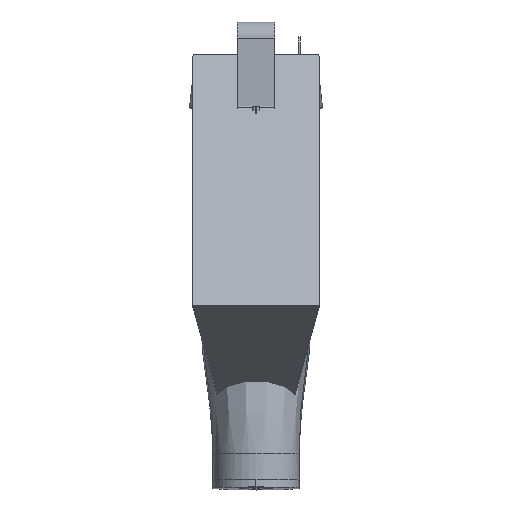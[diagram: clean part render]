
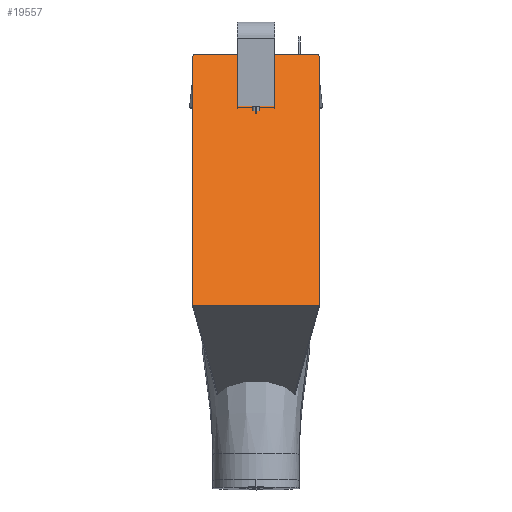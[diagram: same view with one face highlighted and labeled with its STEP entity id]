
A CAD part, top view. The second image highlights one B-rep face of the part: STEP entity #19557.
In plain terms, the highlighted planar face has unit normal (0, 0.551, 0.834).
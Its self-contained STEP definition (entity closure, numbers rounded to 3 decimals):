
#962=B_SPLINE_CURVE_WITH_KNOTS('',3,(#43956,#43957,#43958,#43959,#43960,
#43961,#43962,#43963,#43964,#43965),.UNSPECIFIED.,.F.,.F.,(4,3,3,4),(0.039,
0.045,0.052,0.058),.UNSPECIFIED.);
#975=B_SPLINE_CURVE_WITH_KNOTS('',3,(#44331,#44332,#44333,#44334,#44335,
#44336,#44337,#44338,#44339,#44340,#44341,#44342,#44343),.UNSPECIFIED.,
 .F.,.F.,(4,3,3,3,4),(0.,0.007,0.014,0.016,
0.019),.UNSPECIFIED.);
#2153=CIRCLE('',#20787,1.);
#2154=CIRCLE('',#20788,1.);
#3153=FACE_OUTER_BOUND('',#4293,.T.);
#4293=EDGE_LOOP('',(#16736,#16737,#16738,#16739,#16740,#16741,#16742,#16743));
#5600=LINE('',#43913,#6997);
#5603=LINE('',#44348,#7000);
#5604=LINE('',#44351,#7001);
#5605=LINE('',#44352,#7002);
#6997=VECTOR('',#24083,10.);
#7000=VECTOR('',#24118,10.);
#7001=VECTOR('',#24121,10.);
#7002=VECTOR('',#24122,10.);
#8846=VERTEX_POINT('',#43910);
#8847=VERTEX_POINT('',#43912);
#8848=VERTEX_POINT('',#43944);
#8862=VERTEX_POINT('',#44310);
#8864=VERTEX_POINT('',#44326);
#8865=VERTEX_POINT('',#44345);
#8866=VERTEX_POINT('',#44347);
#8867=VERTEX_POINT('',#44349);
#11552=EDGE_CURVE('',#8846,#8847,#5600,.T.);
#11557=EDGE_CURVE('',#8847,#8848,#962,.T.);
#11583=EDGE_CURVE('',#8864,#8862,#975,.T.);
#11584=EDGE_CURVE('',#8865,#8846,#2153,.T.);
#11585=EDGE_CURVE('',#8865,#8866,#5603,.T.);
#11586=EDGE_CURVE('',#8867,#8866,#2154,.T.);
#11587=EDGE_CURVE('',#8862,#8867,#5604,.T.);
#11588=EDGE_CURVE('',#8848,#8864,#5605,.T.);
#16736=ORIENTED_EDGE('',*,*,#11557,.F.);
#16737=ORIENTED_EDGE('',*,*,#11552,.F.);
#16738=ORIENTED_EDGE('',*,*,#11584,.F.);
#16739=ORIENTED_EDGE('',*,*,#11585,.T.);
#16740=ORIENTED_EDGE('',*,*,#11586,.F.);
#16741=ORIENTED_EDGE('',*,*,#11587,.F.);
#16742=ORIENTED_EDGE('',*,*,#11583,.F.);
#16743=ORIENTED_EDGE('',*,*,#11588,.F.);
#18644=PLANE('',#20786);
#19557=ADVANCED_FACE('',(#3153),#18644,.T.);
#20786=AXIS2_PLACEMENT_3D('',#44344,#24114,#24115);
#20787=AXIS2_PLACEMENT_3D('',#44346,#24116,#24117);
#20788=AXIS2_PLACEMENT_3D('',#44350,#24119,#24120);
#24083=DIRECTION('',(0.,-0.834,0.551));
#24114=DIRECTION('center_axis',(0.,0.551,0.834));
#24115=DIRECTION('ref_axis',(0.,0.834,-0.551));
#24116=DIRECTION('center_axis',(0.,-0.551,-0.834));
#24117=DIRECTION('ref_axis',(0.707,0.59,-0.39));
#24118=DIRECTION('',(-1.,0.,0.));
#24119=DIRECTION('center_axis',(0.,-0.551,-0.834));
#24120=DIRECTION('ref_axis',(-0.707,0.59,-0.39));
#24121=DIRECTION('',(0.,0.834,-0.551));
#24122=DIRECTION('',(-1.,0.,0.));
#43910=CARTESIAN_POINT('',(-33.901,-1.07,35.485));
#43912=CARTESIAN_POINT('',(-33.901,-77.65,86.111));
#43913=CARTESIAN_POINT('',(-33.901,7.394,29.889));
#43944=CARTESIAN_POINT('',(-34.087,-77.687,86.136));
#43956=CARTESIAN_POINT('Ctrl Pts',(-33.902,-77.65,
86.111));
#43957=CARTESIAN_POINT('Ctrl Pts',(-33.918,-77.656,
86.116));
#43958=CARTESIAN_POINT('Ctrl Pts',(-33.935,-77.663,
86.12));
#43959=CARTESIAN_POINT('Ctrl Pts',(-33.952,-77.668,
86.123));
#43960=CARTESIAN_POINT('Ctrl Pts',(-33.974,-77.674,
86.127));
#43961=CARTESIAN_POINT('Ctrl Pts',(-33.996,-77.679,
86.13));
#43962=CARTESIAN_POINT('Ctrl Pts',(-34.019,-77.682,86.133));
#43963=CARTESIAN_POINT('Ctrl Pts',(-34.041,-77.685,
86.135));
#43964=CARTESIAN_POINT('Ctrl Pts',(-34.064,-77.687,
86.136));
#43965=CARTESIAN_POINT('Ctrl Pts',(-34.087,-77.687,
86.136));
#44310=CARTESIAN_POINT('',(-72.895,-77.65,86.111));
#44326=CARTESIAN_POINT('',(-72.71,-77.687,86.136));
#44331=CARTESIAN_POINT('Ctrl Pts',(-72.71,-77.687,
86.136));
#44332=CARTESIAN_POINT('Ctrl Pts',(-72.732,-77.687,
86.136));
#44333=CARTESIAN_POINT('Ctrl Pts',(-72.754,-77.685,86.135));
#44334=CARTESIAN_POINT('Ctrl Pts',(-72.776,-77.682,
86.133));
#44335=CARTESIAN_POINT('Ctrl Pts',(-72.798,-77.679,
86.131));
#44336=CARTESIAN_POINT('Ctrl Pts',(-72.82,-77.674,
86.128));
#44337=CARTESIAN_POINT('Ctrl Pts',(-72.842,-77.668,86.124));
#44338=CARTESIAN_POINT('Ctrl Pts',(-72.85,-77.666,
86.122));
#44339=CARTESIAN_POINT('Ctrl Pts',(-72.857,-77.664,
86.12));
#44340=CARTESIAN_POINT('Ctrl Pts',(-72.865,-77.661,
86.119));
#44341=CARTESIAN_POINT('Ctrl Pts',(-72.875,-77.658,
86.116));
#44342=CARTESIAN_POINT('Ctrl Pts',(-72.885,-77.654,
86.114));
#44343=CARTESIAN_POINT('Ctrl Pts',(-72.895,-77.65,
86.111));
#44344=CARTESIAN_POINT('Origin',(-33.901,-77.687,86.136));
#44345=CARTESIAN_POINT('',(-34.901,-0.236,34.933));
#44346=CARTESIAN_POINT('Origin',(-34.901,-1.07,35.485));
#44347=CARTESIAN_POINT('',(-71.895,-0.236,34.933));
#44348=CARTESIAN_POINT('',(-33.901,-0.236,34.933));
#44349=CARTESIAN_POINT('',(-72.895,-1.07,35.485));
#44350=CARTESIAN_POINT('Origin',(-71.895,-1.07,35.485));
#44351=CARTESIAN_POINT('',(-72.895,-58.132,73.208));
#44352=CARTESIAN_POINT('',(-33.901,-77.687,86.136));
